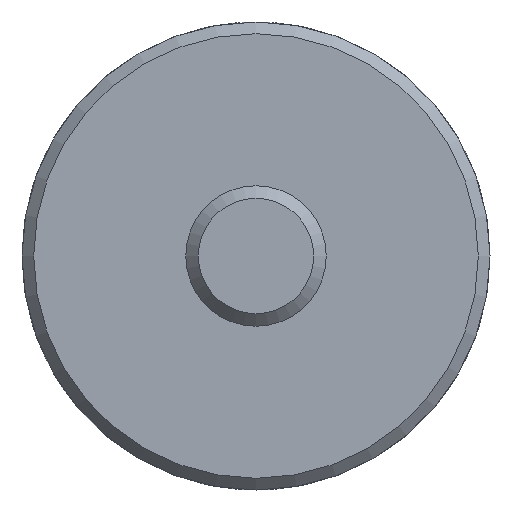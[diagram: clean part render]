
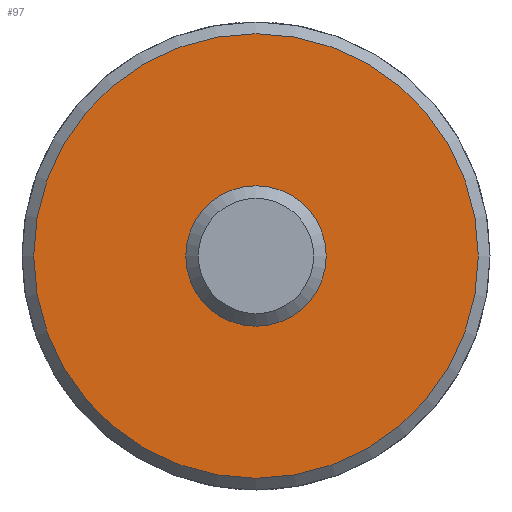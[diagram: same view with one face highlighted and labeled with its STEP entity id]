
A CAD part, front view. The second image highlights one B-rep face of the part: STEP entity #97.
In plain terms, the highlighted planar face has unit normal (0, -1, 0).
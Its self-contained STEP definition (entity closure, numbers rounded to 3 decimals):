
#97 = ADVANCED_FACE( '', ( #209, #210 ), #211, .F. );
#209 = FACE_OUTER_BOUND( '', #327, .T. );
#210 = FACE_BOUND( '', #328, .T. );
#211 = PLANE( '', #329 );
#327 = EDGE_LOOP( '', ( #523 ) );
#328 = EDGE_LOOP( '', ( #524 ) );
#329 = AXIS2_PLACEMENT_3D( '', #525, #526, #527 );
#523 = ORIENTED_EDGE( '', *, *, #650, .F. );
#524 = ORIENTED_EDGE( '', *, *, #651, .T. );
#525 = CARTESIAN_POINT( '', ( -4.7, 0., 0. ) );
#526 = DIRECTION( '', ( 0., 1., 0. ) );
#527 = DIRECTION( '', ( 0., 0., 1. ) );
#650 = EDGE_CURVE( '', #761, #761, #762, .T. );
#651 = EDGE_CURVE( '', #763, #763, #764, .T. );
#761 = VERTEX_POINT( '', #899 );
#762 = CIRCLE( '', #900, 19. );
#763 = VERTEX_POINT( '', #901 );
#764 = CIRCLE( '', #902, 4.7 );
#899 = CARTESIAN_POINT( '', ( 0., 0., 19. ) );
#900 = AXIS2_PLACEMENT_3D( '', #1001, #1002, #1003 );
#901 = CARTESIAN_POINT( '', ( 0., 0., 4.7 ) );
#902 = AXIS2_PLACEMENT_3D( '', #1004, #1005, #1006 );
#1001 = CARTESIAN_POINT( '', ( 0., 0., 0. ) );
#1002 = DIRECTION( '', ( 0., 1., 0. ) );
#1003 = DIRECTION( '', ( 0., 0., 1. ) );
#1004 = CARTESIAN_POINT( '', ( 0., 0., 0. ) );
#1005 = DIRECTION( '', ( 0., 1., 0. ) );
#1006 = DIRECTION( '', ( 0., 0., 1. ) );
